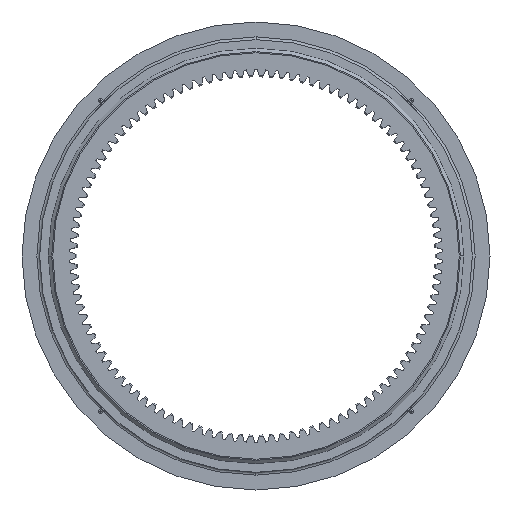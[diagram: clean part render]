
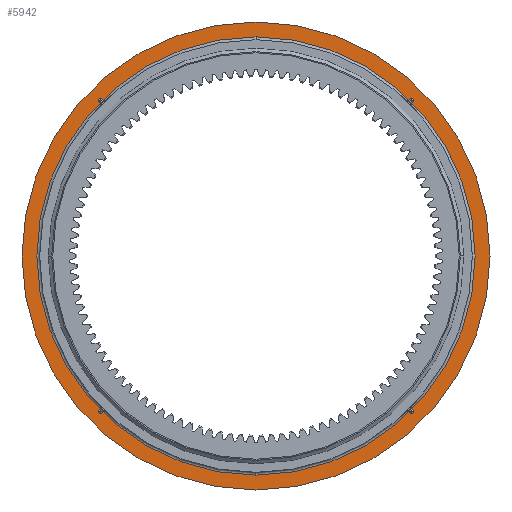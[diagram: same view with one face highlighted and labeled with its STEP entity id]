
A CAD part, front view. The second image highlights one B-rep face of the part: STEP entity #5942.
In plain terms, the highlighted planar face has unit normal (0, -1, 0).
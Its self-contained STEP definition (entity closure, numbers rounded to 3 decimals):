
#49 = DIRECTION ( 'NONE',  ( 0., 0., 1. ) ) ;
#160 = DIRECTION ( 'NONE',  ( 0., 0., 1. ) ) ;
#180 = DIRECTION ( 'NONE',  ( 0., -1., 0. ) ) ;
#506 = CARTESIAN_POINT ( 'NONE',  ( 0., 16., -397. ) ) ;
#1344 = ORIENTED_EDGE ( 'NONE', *, *, #17447, .T. ) ;
#2637 = VERTEX_POINT ( 'NONE', #15175 ) ;
#3121 = CIRCLE ( 'NONE', #21690, 424. ) ;
#3388 = CARTESIAN_POINT ( 'NONE',  ( 0., 16., 0. ) ) ;
#3706 = AXIS2_PLACEMENT_3D ( 'NONE', #25651, #180, #14995 ) ;
#4184 = EDGE_CURVE ( 'NONE', #10847, #20969, #3121, .T. ) ;
#5503 = DIRECTION ( 'NONE',  ( 0., 0., 1. ) ) ;
#5942 = ADVANCED_FACE ( 'NONE', ( #19468, #20170 ), #10745, .T. ) ;
#6734 = CIRCLE ( 'NONE', #21107, 397. ) ;
#8068 = DIRECTION ( 'NONE',  ( 0., -1., 0. ) ) ;
#9062 = EDGE_CURVE ( 'NONE', #27151, #2637, #6734, .T. ) ;
#10741 = AXIS2_PLACEMENT_3D ( 'NONE', #3388, #18261, #5503 ) ;
#10745 = PLANE ( 'NONE',  #3706 ) ;
#10847 = VERTEX_POINT ( 'NONE', #11537 ) ;
#11537 = CARTESIAN_POINT ( 'NONE',  ( 0., 16., 424. ) ) ;
#12746 = DIRECTION ( 'NONE',  ( 0., -1., 0. ) ) ;
#12854 = DIRECTION ( 'NONE',  ( 0., 1., 0. ) ) ;
#13320 = EDGE_CURVE ( 'NONE', #20969, #10847, #16577, .T. ) ;
#14995 = DIRECTION ( 'NONE',  ( 0., 0., 1. ) ) ;
#15175 = CARTESIAN_POINT ( 'NONE',  ( 0., 16., 397. ) ) ;
#16577 = CIRCLE ( 'NONE', #17948, 424. ) ;
#17447 = EDGE_CURVE ( 'NONE', #2637, #27151, #17595, .T. ) ;
#17595 = CIRCLE ( 'NONE', #10741, 397. ) ;
#17618 = EDGE_LOOP ( 'NONE', ( #27536, #21652 ) ) ;
#17948 = AXIS2_PLACEMENT_3D ( 'NONE', #25540, #12746, #49 ) ;
#18261 = DIRECTION ( 'NONE',  ( 0., 1., 0. ) ) ;
#18542 = CARTESIAN_POINT ( 'NONE',  ( 0., 16., -424. ) ) ;
#19468 = FACE_BOUND ( 'NONE', #21604, .T. ) ;
#20066 = ORIENTED_EDGE ( 'NONE', *, *, #9062, .T. ) ;
#20170 = FACE_OUTER_BOUND ( 'NONE', #17618, .T. ) ;
#20828 = CARTESIAN_POINT ( 'NONE',  ( 0., 16., 0. ) ) ;
#20969 = VERTEX_POINT ( 'NONE', #18542 ) ;
#21107 = AXIS2_PLACEMENT_3D ( 'NONE', #25628, #12854, #160 ) ;
#21604 = EDGE_LOOP ( 'NONE', ( #1344, #20066 ) ) ;
#21652 = ORIENTED_EDGE ( 'NONE', *, *, #13320, .T. ) ;
#21690 = AXIS2_PLACEMENT_3D ( 'NONE', #20828, #8068, #22978 ) ;
#22978 = DIRECTION ( 'NONE',  ( 0., 0., 1. ) ) ;
#25540 = CARTESIAN_POINT ( 'NONE',  ( 0., 16., 0. ) ) ;
#25628 = CARTESIAN_POINT ( 'NONE',  ( 0., 16., 0. ) ) ;
#25651 = CARTESIAN_POINT ( 'NONE',  ( 0., 16., 392. ) ) ;
#27151 = VERTEX_POINT ( 'NONE', #506 ) ;
#27536 = ORIENTED_EDGE ( 'NONE', *, *, #4184, .T. ) ;
